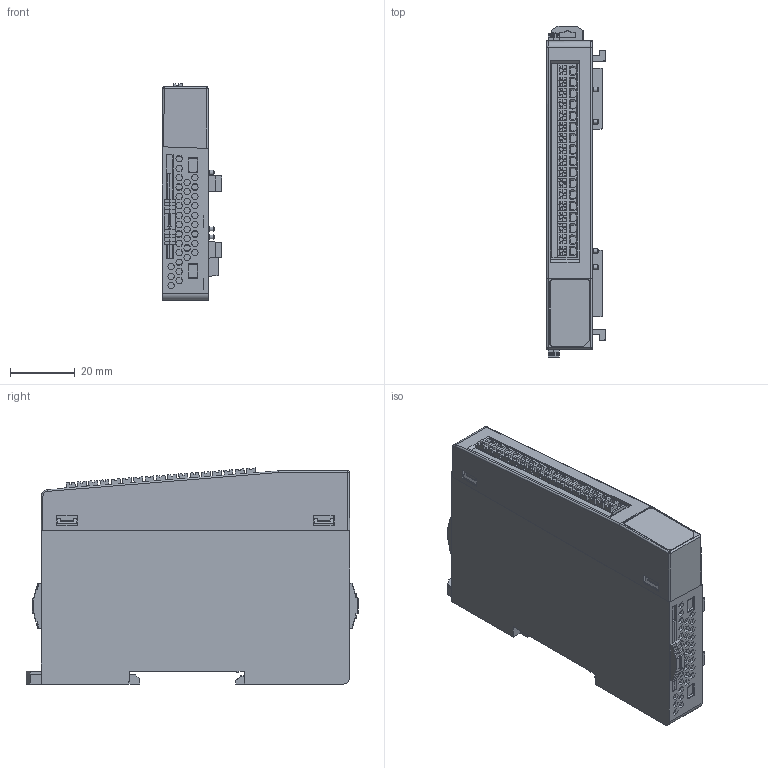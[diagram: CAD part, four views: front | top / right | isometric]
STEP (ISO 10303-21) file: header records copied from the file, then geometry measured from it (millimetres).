
FILE_DESCRIPTION(/* description */ (''),/* implementation_level */ '2;1');
FILE_NAME(/* name */ 'IA08V.stp',/* time_stamp */ '2024-07-08T10:21:46+08:00',/* author */ (''),/* organization */ (''),/* preprocessor_version */ 'ST-DEVELOPER v14',/* originating_system */ 'SIEMENS PLM Software NX 8.0',/* authorisation */ '');
FILE_SCHEMA (('AUTOMOTIVE_DESIGN { 1 0 10303 214 3 1 1 1 }'));
Products named in the file (1): Admi2A706CD3a43t
Bounding box: 18.47 x 102.9 x 66.97 mm (x, y, z)
Volume: 85084 mm3; surface area: 20533.3 mm2
Topology: 1 solids, 8 shells, 1683 faces, 4614 edges, 3032 vertices
Faces by surface type: plane 1459, bspline 91, cylinder 77, cone 50, torus 4, sphere 2
Full cylindrical faces by diameter (mm): 1.299 x10, 1.3 x8, 1.5 x4
Entity records: 57468 total; most frequent: CARTESIAN_POINT 15719, ORIENTED_EDGE 9096, DIRECTION 7871, EDGE_CURVE 4548, LINE 3593, VECTOR 3593, VERTEX_POINT 3002, AXIS2_PLACEMENT_3D 2139
